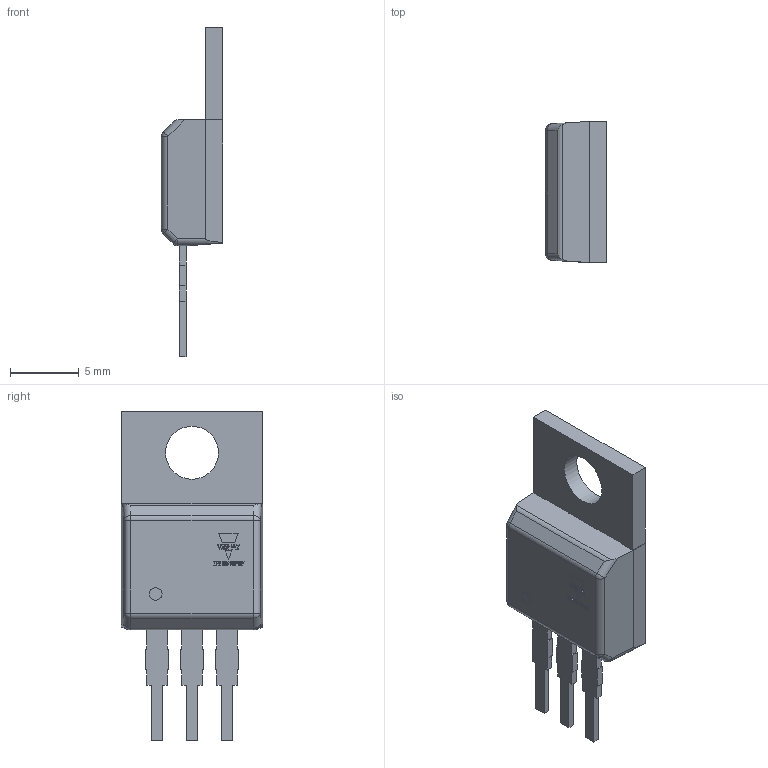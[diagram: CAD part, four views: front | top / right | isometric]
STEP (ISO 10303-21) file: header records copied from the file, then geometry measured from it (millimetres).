
FILE_DESCRIPTION( ( '' ), ' ' );
FILE_NAME( '5c1bf49e59ca3f16823ac768.step', '2018-12-20T19:59:27', ( '' ), ( '' ), ' ', ' ', ' ' );
FILE_SCHEMA( ( 'AUTOMOTIVE_DESIGN { 1 0 10303 214 1 1 1 1 }' ) );
Length unit declared in the file: metre
Products named in the file (24): Open CASCADE STEP translator 6.8 4; Open CASCADE STEP translator 6.8 3; Open CASCADE STEP translator 6.8 2; Open CASCADE STEP translator 6.8 1
Bounding box: 4.46 x 10.24 x 23.89 mm (x, y, z)
Volume: 542.9 mm3; surface area: 717.3 mm2
Topology: 24 solids, 24 shells, 376 faces, 966 edges, 638 vertices
Faces by surface type: plane 264, extrusion 59, cylinder 40, bspline 7, sphere 6
Full cylindrical faces by diameter (mm): 0.91 x1, 3.836 x1
Entity records: 19962 total; most frequent: CARTESIAN_POINT 2971, ORIENTED_EDGE 1928, DIRECTION 1615, STYLED_ITEM 1340, PRESENTATION_STYLE_ASSIGNMENT 1340, COLOUR_RGB 1340, EDGE_CURVE 964, CURVE_STYLE 964
